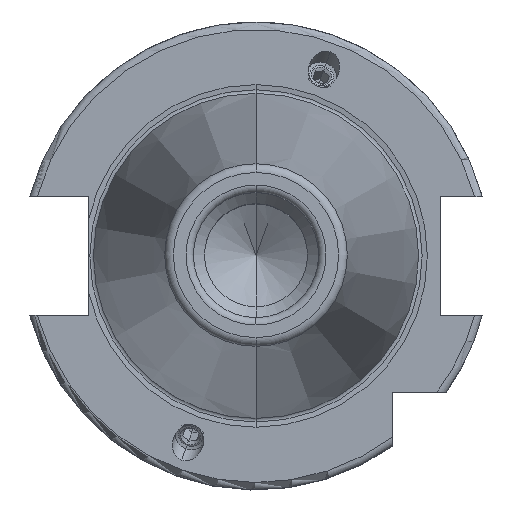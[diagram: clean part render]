
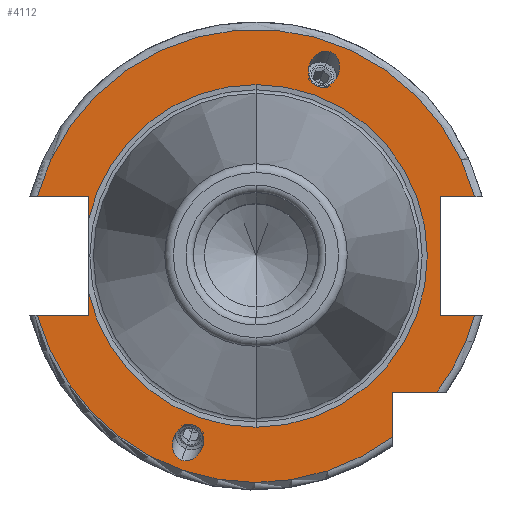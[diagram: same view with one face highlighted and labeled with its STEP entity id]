
A CAD part, top view. The second image highlights one B-rep face of the part: STEP entity #4112.
In plain terms, the highlighted planar face has unit normal (0, 0, 1).
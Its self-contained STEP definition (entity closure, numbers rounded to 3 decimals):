
#301=CARTESIAN_POINT('',(0,0,18.1));
#302=DIRECTION('',(0,0,1));
#303=DIRECTION('',(0,1,0));
#304=AXIS2_PLACEMENT_3D('',#301,#302,#303);
#314=CARTESIAN_POINT('',(0,0,18.1));
#315=DIRECTION('',(0,0,1));
#316=DIRECTION('',(-0.976,-0.22,0));
#317=AXIS2_PLACEMENT_3D('',#314,#315,#316);
#748=CARTESIAN_POINT('',(0,0,18.1));
#749=DIRECTION('',(0,0,1));
#750=DIRECTION('',(0.965,0.262,0));
#751=AXIS2_PLACEMENT_3D('',#748,#749,#750);
#799=CARTESIAN_POINT('',(0,0,18.1));
#800=DIRECTION('',(0,0,1));
#801=DIRECTION('',(-0.965,-0.262,0));
#802=AXIS2_PLACEMENT_3D('',#799,#800,#801);
#815=DIRECTION('',(1,0,0));
#816=VECTOR('',#815,7.004);
#817=CARTESIAN_POINT('',(-29.704,-8.05,18.1));
#818=LINE('',#817,#816);
#819=DIRECTION('',(0,1,0));
#820=VECTOR('',#819,2.939);
#821=CARTESIAN_POINT('',(-22.7,-8.05,18.1));
#822=LINE('',#821,#820);
#823=DIRECTION('',(0,1,0));
#824=VECTOR('',#823,2.939);
#825=CARTESIAN_POINT('',(-22.7,5.111,18.1));
#826=LINE('',#825,#824);
#827=DIRECTION('',(1,0,0));
#828=VECTOR('',#827,7.004);
#829=CARTESIAN_POINT('',(-29.704,8.05,18.1));
#830=LINE('',#829,#828);
#831=DIRECTION('',(-1,0,0));
#832=VECTOR('',#831,4.704);
#833=CARTESIAN_POINT('',(29.704,8.05,18.1));
#834=LINE('',#833,#832);
#835=DIRECTION('',(0,-1,0));
#836=VECTOR('',#835,16.1);
#837=CARTESIAN_POINT('',(25,8.05,18.1));
#838=LINE('',#837,#836);
#839=DIRECTION('',(-1,0,0));
#840=VECTOR('',#839,4.704);
#841=CARTESIAN_POINT('',(29.704,-8.05,18.1));
#842=LINE('',#841,#840);
#843=CARTESIAN_POINT('',(0,0,18.1));
#844=DIRECTION('',(0,0,1));
#845=DIRECTION('',(0.799,-0.601,0));
#846=AXIS2_PLACEMENT_3D('',#843,#844,#845);
#848=DIRECTION('',(-1,0,0));
#849=VECTOR('',#848,6.094);
#850=CARTESIAN_POINT('',(24.594,-18.5,18.1));
#851=LINE('',#850,#849);
#852=DIRECTION('',(0,1,0));
#853=VECTOR('',#852,6.094);
#854=CARTESIAN_POINT('',(18.5,-24.594,18.1));
#855=LINE('',#854,#853);
#856=CARTESIAN_POINT('',(8.379,23.02,18.1));
#857=CARTESIAN_POINT('',(8.152,23.103,18.1));
#858=CARTESIAN_POINT('',(7.698,23.381,18.1));
#859=CARTESIAN_POINT('',(7.208,24.17,18.1));
#860=CARTESIAN_POINT('',(7.094,25.,18.1));
#861=CARTESIAN_POINT('',(7.174,25.641,18.1));
#862=CARTESIAN_POINT('',(7.298,26.077,18.1));
#863=CARTESIAN_POINT('',(7.483,26.49,18.1));
#864=CARTESIAN_POINT('',(7.834,27.033,18.1));
#865=CARTESIAN_POINT('',(8.455,27.594,18.1));
#866=CARTESIAN_POINT('',(9.337,27.884,18.1));
#867=CARTESIAN_POINT('',(9.863,27.806,18.1));
#868=CARTESIAN_POINT('',(10.09,27.723,18.1));
#870=CARTESIAN_POINT('',(10.09,27.723,18.1));
#871=CARTESIAN_POINT('',(10.318,27.641,18.1));
#872=CARTESIAN_POINT('',(10.771,27.362,18.1));
#873=CARTESIAN_POINT('',(11.261,26.573,18.1));
#874=CARTESIAN_POINT('',(11.375,25.744,18.1));
#875=CARTESIAN_POINT('',(11.295,25.103,18.1));
#876=CARTESIAN_POINT('',(11.171,24.667,18.1));
#877=CARTESIAN_POINT('',(10.986,24.253,18.1));
#878=CARTESIAN_POINT('',(10.635,23.711,18.1));
#879=CARTESIAN_POINT('',(10.014,23.149,18.1));
#880=CARTESIAN_POINT('',(9.133,22.859,18.1));
#881=CARTESIAN_POINT('',(8.606,22.937,18.1));
#882=CARTESIAN_POINT('',(8.379,23.02,18.1));
#884=CARTESIAN_POINT('',(-8.379,-23.02,18.1));
#885=CARTESIAN_POINT('',(-8.606,-22.937,18.1));
#886=CARTESIAN_POINT('',(-9.133,-22.859,18.1));
#887=CARTESIAN_POINT('',(-10.014,-23.149,18.1));
#888=CARTESIAN_POINT('',(-10.635,-23.711,18.1));
#889=CARTESIAN_POINT('',(-10.986,-24.253,18.1));
#890=CARTESIAN_POINT('',(-11.171,-24.667,18.1));
#891=CARTESIAN_POINT('',(-11.295,-25.103,18.1));
#892=CARTESIAN_POINT('',(-11.375,-25.744,18.1));
#893=CARTESIAN_POINT('',(-11.261,-26.573,18.1));
#894=CARTESIAN_POINT('',(-10.771,-27.362,18.1));
#895=CARTESIAN_POINT('',(-10.318,-27.641,18.1));
#896=CARTESIAN_POINT('',(-10.09,-27.723,18.1));
#898=CARTESIAN_POINT('',(-10.09,-27.723,18.1));
#899=CARTESIAN_POINT('',(-9.863,-27.806,18.1));
#900=CARTESIAN_POINT('',(-9.337,-27.884,18.1));
#901=CARTESIAN_POINT('',(-8.455,-27.594,18.1));
#902=CARTESIAN_POINT('',(-7.834,-27.033,18.1));
#903=CARTESIAN_POINT('',(-7.483,-26.49,18.1));
#904=CARTESIAN_POINT('',(-7.298,-26.077,18.1));
#905=CARTESIAN_POINT('',(-7.174,-25.641,18.1));
#906=CARTESIAN_POINT('',(-7.094,-25.,18.1));
#907=CARTESIAN_POINT('',(-7.208,-24.17,18.1));
#908=CARTESIAN_POINT('',(-7.698,-23.381,18.1));
#909=CARTESIAN_POINT('',(-8.152,-23.103,18.1));
#910=CARTESIAN_POINT('',(-8.379,-23.02,18.1));
#912=CARTESIAN_POINT('',(0,0,18.1));
#913=DIRECTION('',(0,0,-1));
#914=DIRECTION('',(0,1,0));
#915=AXIS2_PLACEMENT_3D('',#912,#913,#914);
#2761=CARTESIAN_POINT('',(-29.704,-8.05,18.1));
#2762=CARTESIAN_POINT('',(-22.7,-8.05,18.1));
#2763=VERTEX_POINT('',#2761);
#2764=VERTEX_POINT('',#2762);
#2765=CARTESIAN_POINT('',(-22.7,-5.111,18.1));
#2766=VERTEX_POINT('',#2765);
#2767=CARTESIAN_POINT('',(-22.7,5.111,18.1));
#2768=CARTESIAN_POINT('',(-22.7,8.05,18.1));
#2769=VERTEX_POINT('',#2767);
#2770=VERTEX_POINT('',#2768);
#2771=CARTESIAN_POINT('',(-29.704,8.05,18.1));
#2772=VERTEX_POINT('',#2771);
#2773=CARTESIAN_POINT('',(25,8.05,18.1));
#2774=CARTESIAN_POINT('',(25,-8.05,18.1));
#2775=VERTEX_POINT('',#2773);
#2776=VERTEX_POINT('',#2774);
#2777=CARTESIAN_POINT('',(29.704,-8.05,18.1));
#2778=VERTEX_POINT('',#2777);
#2779=CARTESIAN_POINT('',(29.704,8.05,18.1));
#2780=VERTEX_POINT('',#2779);
#2781=CARTESIAN_POINT('',(18.5,-24.594,18.1));
#2782=CARTESIAN_POINT('',(18.5,-18.5,18.1));
#2783=VERTEX_POINT('',#2781);
#2784=VERTEX_POINT('',#2782);
#2785=CARTESIAN_POINT('',(24.594,-18.5,18.1));
#2786=VERTEX_POINT('',#2785);
#2833=CARTESIAN_POINT('',(0,23.268,18.1));
#2834=VERTEX_POINT('',#2833);
#2835=CARTESIAN_POINT('',(0,-23.268,18.1));
#2836=VERTEX_POINT('',#2835);
#2877=CARTESIAN_POINT('',(8.379,23.02,18.1));
#2879=VERTEX_POINT('',#2877);
#2885=VERTEX_POINT('',#868);
#2906=CARTESIAN_POINT('',(-8.379,-23.02,18.1));
#2908=VERTEX_POINT('',#2906);
#2914=CARTESIAN_POINT('',(-10.09,-27.723,18.1));
#2915=VERTEX_POINT('',#2914);
#4074=CARTESIAN_POINT('',(0,0,18.1));
#4075=DIRECTION('',(0,0,-1));
#4076=DIRECTION('',(0,-1,0));
#4077=AXIS2_PLACEMENT_3D('',#4074,#4075,#4076);
#4078=PLANE('',#4077);
#4079=ORIENTED_EDGE('',*,*,#3592,.T.);
#4080=ORIENTED_EDGE('',*,*,#3499,.T.);
#4081=ORIENTED_EDGE('',*,*,#3482,.T.);
#4083=ORIENTED_EDGE('',*,*,#4082,.F.);
#4084=ORIENTED_EDGE('',*,*,#3475,.T.);
#4085=ORIENTED_EDGE('',*,*,#3496,.T.);
#4086=ORIENTED_EDGE('',*,*,#4004,.F.);
#4087=ORIENTED_EDGE('',*,*,#4051,.F.);
#4089=ORIENTED_EDGE('',*,*,#4088,.T.);
#4091=ORIENTED_EDGE('',*,*,#4090,.T.);
#4092=ORIENTED_EDGE('',*,*,#3662,.F.);
#4093=ORIENTED_EDGE('',*,*,#4041,.F.);
#4094=ORIENTED_EDGE('',*,*,#3946,.T.);
#4096=ORIENTED_EDGE('',*,*,#4095,.F.);
#4097=ORIENTED_EDGE('',*,*,#4067,.F.);
#4098=EDGE_LOOP('',(#4079,#4080,#4081,#4083,#4084,#4085,#4086,#4087,#4089,#4091,
#4092,#4093,#4094,#4096,#4097));
#4099=FACE_OUTER_BOUND('',#4098,.F.);
#4101=ORIENTED_EDGE('',*,*,#4100,.F.);
#4103=ORIENTED_EDGE('',*,*,#4102,.F.);
#4104=EDGE_LOOP('',(#4101,#4103));
#4105=FACE_BOUND('',#4104,.F.);
#4107=ORIENTED_EDGE('',*,*,#4106,.T.);
#4109=ORIENTED_EDGE('',*,*,#4108,.T.);
#4110=EDGE_LOOP('',(#4107,#4109));
#4111=FACE_BOUND('',#4110,.F.);
#4112=ADVANCED_FACE('',(#4099,#4105,#4111),#4078,.F.);
#305=CIRCLE('',#304,23.268);
#318=CIRCLE('',#317,23.268);
#752=CIRCLE('',#751,30.775);
#803=CIRCLE('',#802,30.775);
#847=CIRCLE('',#846,30.775);
#869=B_SPLINE_CURVE_WITH_KNOTS('',3,(#856,#857,#858,#859,#860,#861,#862,#863,
#864,#865,#866,#867,#868),.UNSPECIFIED.,.F.,.F.,(4,1,1,1,1,1,1,1,1,1,4),(0,
0.125,0.25,0.375,0.438,0.5,0.563,0.625,0.75,0.875,1),
.UNSPECIFIED.);
#883=B_SPLINE_CURVE_WITH_KNOTS('',3,(#870,#871,#872,#873,#874,#875,#876,#877,
#878,#879,#880,#881,#882),.UNSPECIFIED.,.F.,.F.,(4,1,1,1,1,1,1,1,1,1,4),(0,
0.125,0.25,0.375,0.438,0.5,0.563,0.625,0.75,0.875,1),
.UNSPECIFIED.);
#897=B_SPLINE_CURVE_WITH_KNOTS('',3,(#884,#885,#886,#887,#888,#889,#890,#891,
#892,#893,#894,#895,#896),.UNSPECIFIED.,.F.,.F.,(4,1,1,1,1,1,1,1,1,1,4),(0,
0.125,0.25,0.375,0.438,0.5,0.563,0.625,0.75,0.875,1),
.UNSPECIFIED.);
#911=B_SPLINE_CURVE_WITH_KNOTS('',3,(#898,#899,#900,#901,#902,#903,#904,#905,
#906,#907,#908,#909,#910),.UNSPECIFIED.,.F.,.F.,(4,1,1,1,1,1,1,1,1,1,4),(0,
0.125,0.25,0.375,0.438,0.5,0.563,0.625,0.75,0.875,1),
.UNSPECIFIED.);
#916=CIRCLE('',#915,23.268);
#3475=EDGE_CURVE('',#2834,#2769,#305,.T.);
#3482=EDGE_CURVE('',#2766,#2836,#318,.T.);
#3496=EDGE_CURVE('',#2769,#2770,#826,.T.);
#3499=EDGE_CURVE('',#2764,#2766,#822,.T.);
#3592=EDGE_CURVE('',#2763,#2764,#818,.T.);
#3662=EDGE_CURVE('',#2778,#2776,#842,.T.);
#3946=EDGE_CURVE('',#2786,#2784,#851,.T.);
#4004=EDGE_CURVE('',#2772,#2770,#830,.T.);
#4041=EDGE_CURVE('',#2786,#2778,#847,.T.);
#4051=EDGE_CURVE('',#2780,#2772,#752,.T.);
#4067=EDGE_CURVE('',#2763,#2783,#803,.T.);
#4082=EDGE_CURVE('',#2834,#2836,#916,.T.);
#4088=EDGE_CURVE('',#2780,#2775,#834,.T.);
#4090=EDGE_CURVE('',#2775,#2776,#838,.T.);
#4095=EDGE_CURVE('',#2783,#2784,#855,.T.);
#4100=EDGE_CURVE('',#2879,#2885,#869,.T.);
#4102=EDGE_CURVE('',#2885,#2879,#883,.T.);
#4106=EDGE_CURVE('',#2908,#2915,#897,.T.);
#4108=EDGE_CURVE('',#2915,#2908,#911,.T.);
